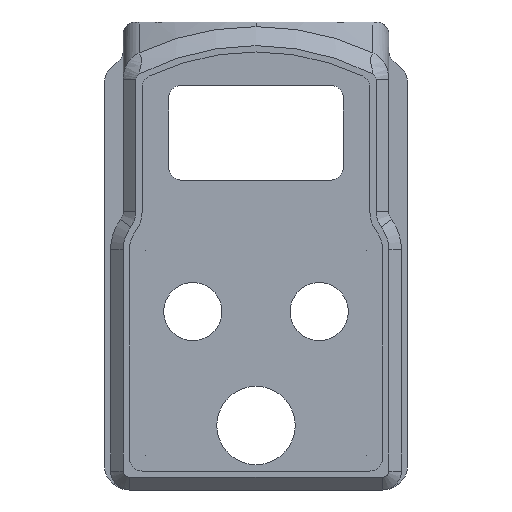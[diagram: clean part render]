
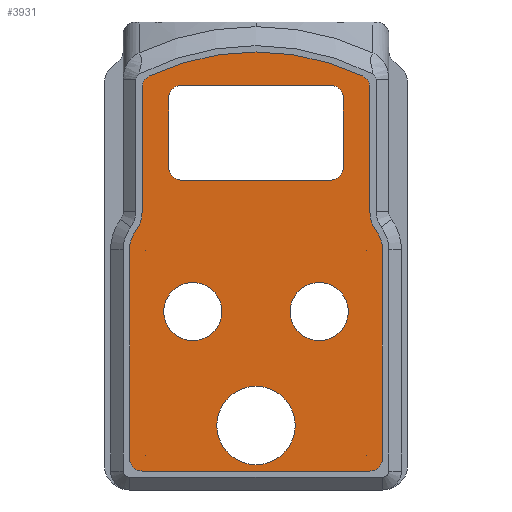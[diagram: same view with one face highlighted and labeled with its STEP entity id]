
A CAD part, front view. The second image highlights one B-rep face of the part: STEP entity #3931.
In plain terms, the highlighted planar face has unit normal (0, -1, 0).
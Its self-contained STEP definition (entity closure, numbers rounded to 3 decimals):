
#3274=CARTESIAN_POINT('',(-5.9,-60.223,26.245));
#3275=VERTEX_POINT('',#3274);
#3276=CARTESIAN_POINT('',(-6.9,-60.223,25.245));
#3277=VERTEX_POINT('',#3276);
#3278=CARTESIAN_POINT('',(-5.9,-60.223,25.245));
#3279=DIRECTION('',(0.,-1.,0.));
#3280=DIRECTION('',(1.,0.,0.));
#3281=AXIS2_PLACEMENT_3D('',#3278,#3279,#3280);
#3282=CIRCLE('',#3281,1.);
#3283=EDGE_CURVE('',#3275,#3277,#3282,.T.);
#3325=CARTESIAN_POINT('',(-6.9,-60.223,19.745));
#3326=VERTEX_POINT('',#3325);
#3327=CARTESIAN_POINT('',(-6.9,-60.223,25.245));
#3328=DIRECTION('',(-0.,-0.,-1.));
#3329=VECTOR('',#3328,5.5);
#3330=LINE('',#3327,#3329);
#3331=EDGE_CURVE('',#3277,#3326,#3330,.T.);
#3347=CARTESIAN_POINT('',(-5.9,-60.223,18.745));
#3348=VERTEX_POINT('',#3347);
#3349=CARTESIAN_POINT('',(-5.9,-60.223,19.745));
#3350=DIRECTION('',(0.,-1.,0.));
#3351=DIRECTION('',(1.,0.,0.));
#3352=AXIS2_PLACEMENT_3D('',#3349,#3350,#3351);
#3353=CIRCLE('',#3352,1.);
#3354=EDGE_CURVE('',#3326,#3348,#3353,.T.);
#3389=CARTESIAN_POINT('',(5.9,-60.223,18.745));
#3390=VERTEX_POINT('',#3389);
#3391=CARTESIAN_POINT('',(-5.9,-60.223,18.745));
#3392=DIRECTION('',(1.,0.,0.));
#3393=VECTOR('',#3392,11.8);
#3394=LINE('',#3391,#3393);
#3395=EDGE_CURVE('',#3348,#3390,#3394,.T.);
#3411=CARTESIAN_POINT('',(6.9,-60.223,19.745));
#3412=VERTEX_POINT('',#3411);
#3413=CARTESIAN_POINT('',(5.9,-60.223,19.745));
#3414=DIRECTION('',(0.,-1.,0.));
#3415=DIRECTION('',(1.,0.,0.));
#3416=AXIS2_PLACEMENT_3D('',#3413,#3414,#3415);
#3417=CIRCLE('',#3416,1.);
#3418=EDGE_CURVE('',#3390,#3412,#3417,.T.);
#3453=CARTESIAN_POINT('',(6.9,-60.223,25.245));
#3454=VERTEX_POINT('',#3453);
#3455=CARTESIAN_POINT('',(6.9,-60.223,19.745));
#3456=DIRECTION('',(0.,0.,1.));
#3457=VECTOR('',#3456,5.5);
#3458=LINE('',#3455,#3457);
#3459=EDGE_CURVE('',#3412,#3454,#3458,.T.);
#3475=CARTESIAN_POINT('',(5.9,-60.223,26.245));
#3476=VERTEX_POINT('',#3475);
#3477=CARTESIAN_POINT('',(5.9,-60.223,25.245));
#3478=DIRECTION('',(0.,-1.,0.));
#3479=DIRECTION('',(1.,0.,0.));
#3480=AXIS2_PLACEMENT_3D('',#3477,#3478,#3479);
#3481=CIRCLE('',#3480,1.);
#3482=EDGE_CURVE('',#3454,#3476,#3481,.T.);
#3508=CARTESIAN_POINT('',(5.9,-60.223,26.245));
#3509=DIRECTION('',(-1.,-0.,-0.));
#3510=VECTOR('',#3509,11.8);
#3511=LINE('',#3508,#3510);
#3512=EDGE_CURVE('',#3476,#3275,#3511,.T.);
#3530=CARTESIAN_POINT('',(-3.1,-60.223,-0.655));
#3531=VERTEX_POINT('',#3530);
#3540=CARTESIAN_POINT('',(-0.,-60.223,-0.655));
#3541=DIRECTION('',(-0.,-1.,0.));
#3542=DIRECTION('',(-1.,0.,0.));
#3543=AXIS2_PLACEMENT_3D('',#3540,#3541,#3542);
#3544=CIRCLE('',#3543,3.1);
#3545=EDGE_CURVE('',#3531,#3531,#3544,.T.);
#3555=CARTESIAN_POINT('',(2.7,-60.223,8.345));
#3556=VERTEX_POINT('',#3555);
#3565=CARTESIAN_POINT('',(5.,-60.223,8.345));
#3566=DIRECTION('',(-0.,-1.,0.));
#3567=DIRECTION('',(-1.,0.,0.));
#3568=AXIS2_PLACEMENT_3D('',#3565,#3566,#3567);
#3569=CIRCLE('',#3568,2.3);
#3570=EDGE_CURVE('',#3556,#3556,#3569,.T.);
#3580=CARTESIAN_POINT('',(-7.3,-60.223,8.345));
#3581=VERTEX_POINT('',#3580);
#3590=CARTESIAN_POINT('',(-5.,-60.223,8.345));
#3591=DIRECTION('',(-0.,-1.,0.));
#3592=DIRECTION('',(-1.,0.,0.));
#3593=AXIS2_PLACEMENT_3D('',#3590,#3591,#3592);
#3594=CIRCLE('',#3593,2.3);
#3595=EDGE_CURVE('',#3581,#3581,#3594,.T.);
#3784=CARTESIAN_POINT('',(8.,-60.223,26.073));
#3785=DIRECTION('',(0.,-1.,0.));
#3786=DIRECTION('',(1.,0.,0.));
#3787=AXIS2_PLACEMENT_3D('',#3784,#3785,#3786);
#3788=PLANE('',#3787);
#3789=CARTESIAN_POINT('',(9.,-60.223,26.073));
#3790=VERTEX_POINT('',#3789);
#3791=CARTESIAN_POINT('',(8.429,-60.223,26.976));
#3792=VERTEX_POINT('',#3791);
#3793=CARTESIAN_POINT('',(8.,-60.223,26.073));
#3794=DIRECTION('',(0.,-1.,0.));
#3795=DIRECTION('',(1.,0.,0.));
#3796=AXIS2_PLACEMENT_3D('',#3793,#3794,#3795);
#3797=CIRCLE('',#3796,1.);
#3798=EDGE_CURVE('',#3790,#3792,#3797,.T.);
#3799=ORIENTED_EDGE('',*,*,#3798,.T.);
#3800=CARTESIAN_POINT('',(-8.429,-60.223,26.976));
#3801=VERTEX_POINT('',#3800);
#3802=CARTESIAN_POINT('',(-0.,-60.223,9.245));
#3803=DIRECTION('',(0.,-1.,0.));
#3804=DIRECTION('',(1.,0.,0.));
#3805=AXIS2_PLACEMENT_3D('',#3802,#3803,#3804);
#3806=CIRCLE('',#3805,19.633);
#3807=EDGE_CURVE('',#3792,#3801,#3806,.T.);
#3808=ORIENTED_EDGE('',*,*,#3807,.T.);
#3809=CARTESIAN_POINT('',(-9.,-60.223,26.073));
#3810=VERTEX_POINT('',#3809);
#3811=CARTESIAN_POINT('',(-8.,-60.223,26.073));
#3812=DIRECTION('',(0.,-1.,0.));
#3813=DIRECTION('',(1.,0.,0.));
#3814=AXIS2_PLACEMENT_3D('',#3811,#3812,#3813);
#3815=CIRCLE('',#3814,1.);
#3816=EDGE_CURVE('',#3801,#3810,#3815,.T.);
#3817=ORIENTED_EDGE('',*,*,#3816,.T.);
#3818=CARTESIAN_POINT('',(-9.,-60.223,16.245));
#3819=VERTEX_POINT('',#3818);
#3820=CARTESIAN_POINT('',(-9.,-60.223,26.073));
#3821=DIRECTION('',(-0.,-0.,-1.));
#3822=VECTOR('',#3821,9.828);
#3823=LINE('',#3820,#3822);
#3824=EDGE_CURVE('',#3810,#3819,#3823,.T.);
#3825=ORIENTED_EDGE('',*,*,#3824,.T.);
#3826=CARTESIAN_POINT('',(-9.5,-60.223,14.745));
#3827=VERTEX_POINT('',#3826);
#3828=CARTESIAN_POINT('',(-11.5,-60.223,16.245));
#3829=DIRECTION('',(-0.,1.,-0.));
#3830=DIRECTION('',(1.,0.,0.));
#3831=AXIS2_PLACEMENT_3D('',#3828,#3829,#3830);
#3832=CIRCLE('',#3831,2.5);
#3833=EDGE_CURVE('',#3819,#3827,#3832,.T.);
#3834=ORIENTED_EDGE('',*,*,#3833,.T.);
#3835=CARTESIAN_POINT('',(-10.,-60.223,13.245));
#3836=VERTEX_POINT('',#3835);
#3837=CARTESIAN_POINT('',(-7.5,-60.223,13.245));
#3838=DIRECTION('',(0.,-1.,0.));
#3839=DIRECTION('',(1.,0.,0.));
#3840=AXIS2_PLACEMENT_3D('',#3837,#3838,#3839);
#3841=CIRCLE('',#3840,2.5);
#3842=EDGE_CURVE('',#3827,#3836,#3841,.T.);
#3843=ORIENTED_EDGE('',*,*,#3842,.T.);
#3844=CARTESIAN_POINT('',(-10.,-60.223,-3.255));
#3845=VERTEX_POINT('',#3844);
#3846=CARTESIAN_POINT('',(-10.,-60.223,13.245));
#3847=DIRECTION('',(-0.,-0.,-1.));
#3848=VECTOR('',#3847,16.5);
#3849=LINE('',#3846,#3848);
#3850=EDGE_CURVE('',#3836,#3845,#3849,.T.);
#3851=ORIENTED_EDGE('',*,*,#3850,.T.);
#3852=CARTESIAN_POINT('',(-9.,-60.223,-4.255));
#3853=VERTEX_POINT('',#3852);
#3854=CARTESIAN_POINT('',(-9.,-60.223,-3.255));
#3855=DIRECTION('',(0.,-1.,0.));
#3856=DIRECTION('',(1.,0.,0.));
#3857=AXIS2_PLACEMENT_3D('',#3854,#3855,#3856);
#3858=CIRCLE('',#3857,1.);
#3859=EDGE_CURVE('',#3845,#3853,#3858,.T.);
#3860=ORIENTED_EDGE('',*,*,#3859,.T.);
#3861=CARTESIAN_POINT('',(9.,-60.223,-4.255));
#3862=VERTEX_POINT('',#3861);
#3863=CARTESIAN_POINT('',(-9.,-60.223,-4.255));
#3864=DIRECTION('',(1.,0.,-0.));
#3865=VECTOR('',#3864,18.);
#3866=LINE('',#3863,#3865);
#3867=EDGE_CURVE('',#3853,#3862,#3866,.T.);
#3868=ORIENTED_EDGE('',*,*,#3867,.T.);
#3869=CARTESIAN_POINT('',(10.,-60.223,-3.255));
#3870=VERTEX_POINT('',#3869);
#3871=CARTESIAN_POINT('',(9.,-60.223,-3.255));
#3872=DIRECTION('',(0.,-1.,0.));
#3873=DIRECTION('',(1.,0.,0.));
#3874=AXIS2_PLACEMENT_3D('',#3871,#3872,#3873);
#3875=CIRCLE('',#3874,1.);
#3876=EDGE_CURVE('',#3862,#3870,#3875,.T.);
#3877=ORIENTED_EDGE('',*,*,#3876,.T.);
#3878=CARTESIAN_POINT('',(10.,-60.223,13.245));
#3879=VERTEX_POINT('',#3878);
#3880=CARTESIAN_POINT('',(10.,-60.223,-3.255));
#3881=DIRECTION('',(0.,0.,1.));
#3882=VECTOR('',#3881,16.5);
#3883=LINE('',#3880,#3882);
#3884=EDGE_CURVE('',#3870,#3879,#3883,.T.);
#3885=ORIENTED_EDGE('',*,*,#3884,.T.);
#3886=CARTESIAN_POINT('',(9.5,-60.223,14.745));
#3887=VERTEX_POINT('',#3886);
#3888=CARTESIAN_POINT('',(7.5,-60.223,13.245));
#3889=DIRECTION('',(0.,-1.,0.));
#3890=DIRECTION('',(1.,0.,0.));
#3891=AXIS2_PLACEMENT_3D('',#3888,#3889,#3890);
#3892=CIRCLE('',#3891,2.5);
#3893=EDGE_CURVE('',#3879,#3887,#3892,.T.);
#3894=ORIENTED_EDGE('',*,*,#3893,.T.);
#3895=CARTESIAN_POINT('',(9.,-60.223,16.245));
#3896=VERTEX_POINT('',#3895);
#3897=CARTESIAN_POINT('',(11.5,-60.223,16.245));
#3898=DIRECTION('',(-0.,1.,-0.));
#3899=DIRECTION('',(1.,0.,0.));
#3900=AXIS2_PLACEMENT_3D('',#3897,#3898,#3899);
#3901=CIRCLE('',#3900,2.5);
#3902=EDGE_CURVE('',#3887,#3896,#3901,.T.);
#3903=ORIENTED_EDGE('',*,*,#3902,.T.);
#3904=CARTESIAN_POINT('',(9.,-60.223,16.245));
#3905=DIRECTION('',(0.,0.,1.));
#3906=VECTOR('',#3905,9.828);
#3907=LINE('',#3904,#3906);
#3908=EDGE_CURVE('',#3896,#3790,#3907,.T.);
#3909=ORIENTED_EDGE('',*,*,#3908,.T.);
#3910=EDGE_LOOP('',(#3799,#3808,#3817,#3825,#3834,#3843,#3851,#3860,#3868,#3877,#3885,#3894,#3903,#3909));
#3911=FACE_BOUND('',#3910,.T.);
#3912=ORIENTED_EDGE('',*,*,#3459,.F.);
#3913=ORIENTED_EDGE('',*,*,#3418,.F.);
#3914=ORIENTED_EDGE('',*,*,#3395,.F.);
#3915=ORIENTED_EDGE('',*,*,#3354,.F.);
#3916=ORIENTED_EDGE('',*,*,#3331,.F.);
#3917=ORIENTED_EDGE('',*,*,#3283,.F.);
#3918=ORIENTED_EDGE('',*,*,#3512,.F.);
#3919=ORIENTED_EDGE('',*,*,#3482,.F.);
#3920=EDGE_LOOP('',(#3912,#3913,#3914,#3915,#3916,#3917,#3918,#3919));
#3921=FACE_BOUND('',#3920,.T.);
#3922=ORIENTED_EDGE('',*,*,#3595,.F.);
#3923=EDGE_LOOP('',(#3922));
#3924=FACE_BOUND('',#3923,.T.);
#3925=ORIENTED_EDGE('',*,*,#3570,.F.);
#3926=EDGE_LOOP('',(#3925));
#3927=FACE_BOUND('',#3926,.T.);
#3928=ORIENTED_EDGE('',*,*,#3545,.F.);
#3929=EDGE_LOOP('',(#3928));
#3930=FACE_BOUND('',#3929,.T.);
#3931=ADVANCED_FACE('',(#3911,#3921,#3924,#3927,#3930),#3788,.T.);
